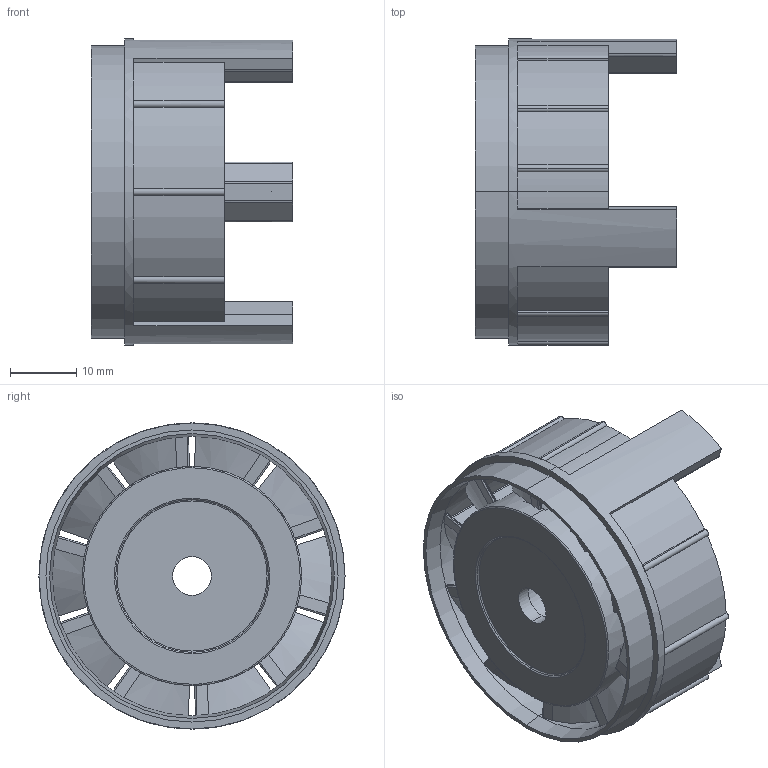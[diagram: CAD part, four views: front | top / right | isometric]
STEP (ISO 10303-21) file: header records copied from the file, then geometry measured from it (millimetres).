
FILE_DESCRIPTION (( 'STEP AP203' ), '1' );
FILE_NAME ('前端盖C（修改）.STEP', '2021-03-31T02:08:53', ( '2012dnd.com' ), ( '2012dnd.com' ), 'SwSTEP 2.0', 'SolidWorks 2017', '' );
FILE_SCHEMA (( 'CONFIG_CONTROL_DESIGN' ));
Length unit declared in the file: millimetre
Products named in the file (1): ヶ傷裔Cㄗ党蜊ㄘ
Bounding box: 30.3 x 46.1 x 46.1 mm (x, y, z)
Volume: 9191.4 mm3; surface area: 12823.8 mm2
Topology: 12 solids, 12 shells, 495 faces, 1344 edges, 873 vertices
Faces by surface type: cylinder 254, plane 189, bspline 48, cone 4
Entity records: 17414 total; most frequent: CARTESIAN_POINT 5290, ORIENTED_EDGE 2688, DIRECTION 2421, EDGE_CURVE 1344, AXIS2_PLACEMENT_3D 980, VERTEX_POINT 873, CIRCLE 532, EDGE_LOOP 517
